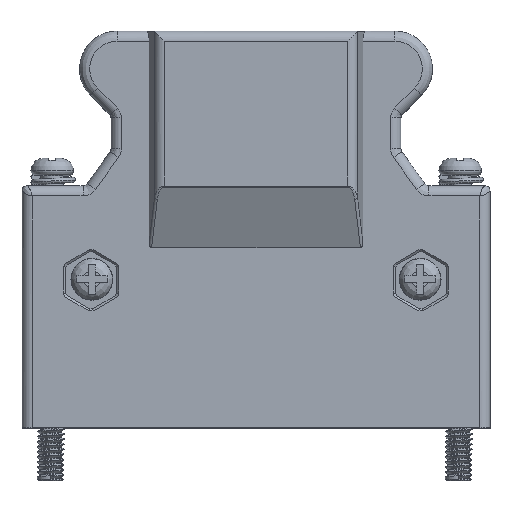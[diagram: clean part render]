
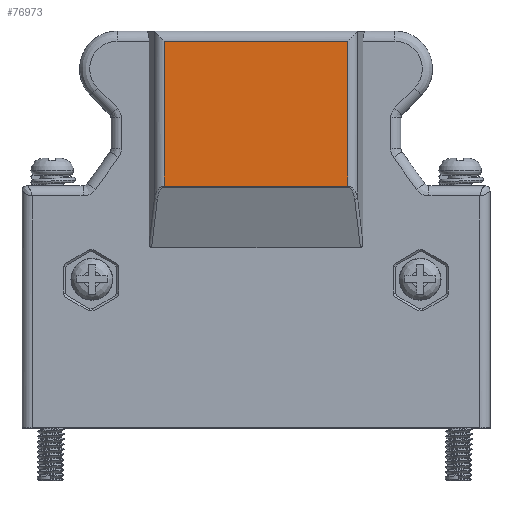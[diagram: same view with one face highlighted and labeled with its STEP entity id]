
A CAD part, top view. The second image highlights one B-rep face of the part: STEP entity #76973.
In plain terms, the highlighted planar face has unit normal (0, 0, 1).
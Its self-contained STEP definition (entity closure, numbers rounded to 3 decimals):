
#72422=CARTESIAN_POINT('',(9.023,3.,9.));
#72423=VERTEX_POINT('',#72422);
#72463=CARTESIAN_POINT('',(-9.023,3.,9.));
#72464=VERTEX_POINT('',#72463);
#72476=CARTESIAN_POINT('',(-9.023,3.,9.));
#72477=DIRECTION('',(1.,0.,0.));
#72478=VECTOR('',#72477,18.045);
#72479=LINE('',#72476,#72478);
#72480=EDGE_CURVE('',#72464,#72423,#72479,.T.);
#73331=CARTESIAN_POINT('',(9.023,-11.237,9.));
#73332=VERTEX_POINT('',#73331);
#73437=CARTESIAN_POINT('',(9.023,3.,9.));
#73438=DIRECTION('',(0.,-1.,0.));
#73439=VECTOR('',#73438,14.237);
#73440=LINE('',#73437,#73439);
#73441=EDGE_CURVE('',#72423,#73332,#73440,.T.);
#76849=CARTESIAN_POINT('',(-9.023,-11.237,9.));
#76850=VERTEX_POINT('',#76849);
#76946=CARTESIAN_POINT('',(-9.023,-11.237,9.));
#76947=DIRECTION('',(0.,1.,0.));
#76948=VECTOR('',#76947,14.237);
#76949=LINE('',#76946,#76948);
#76950=EDGE_CURVE('',#76850,#72464,#76949,.T.);
#76957=CARTESIAN_POINT('',(0.,-4.118,9.));
#76958=DIRECTION('',(1.,0.,0.));
#76959=DIRECTION('',(0.,0.,1.));
#76960=AXIS2_PLACEMENT_3D('',#76957,#76959,#76958);
#76961=PLANE('',#76960);
#76962=ORIENTED_EDGE('',*,*,#76950,.F.);
#76963=CARTESIAN_POINT('',(-9.023,-11.237,9.));
#76964=DIRECTION('',(1.,0.,0.));
#76965=VECTOR('',#76964,18.045);
#76966=LINE('',#76963,#76965);
#76967=EDGE_CURVE('',#76850,#73332,#76966,.T.);
#76968=ORIENTED_EDGE('',*,*,#76967,.T.);
#76969=ORIENTED_EDGE('',*,*,#73441,.F.);
#76970=ORIENTED_EDGE('',*,*,#72480,.F.);
#76971=EDGE_LOOP('',(#76962,#76968,#76969,#76970));
#76972=FACE_OUTER_BOUND('',#76971,.T.);
#76973=ADVANCED_FACE('',(#76972),#76961,.T.);
